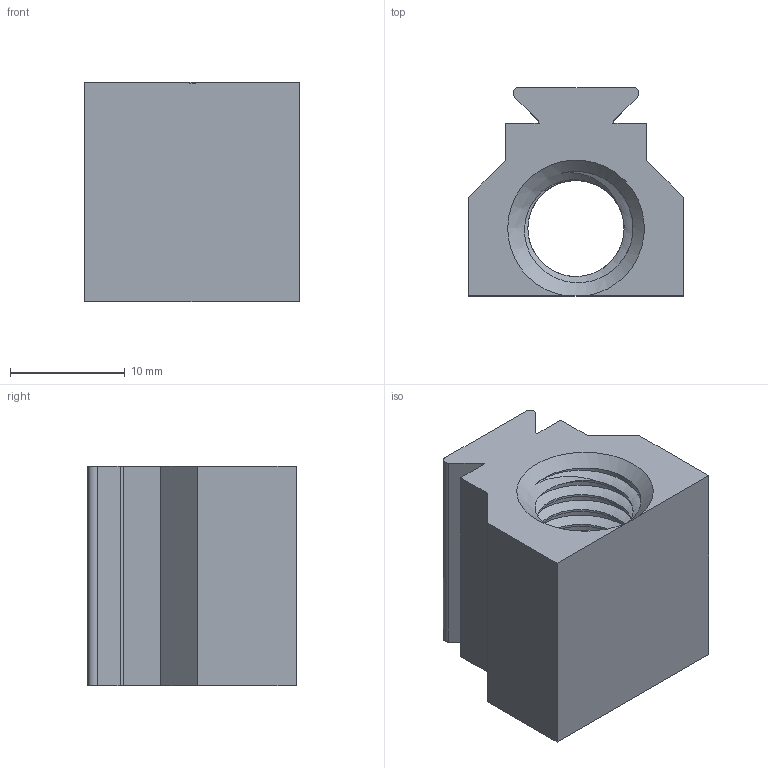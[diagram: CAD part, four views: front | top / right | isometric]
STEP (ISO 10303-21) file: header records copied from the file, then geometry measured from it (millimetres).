
FILE_DESCRIPTION(/* description */ (''),/* implementation_level */ '2;1');
FILE_NAME(/* name */ 'LSM Rail.step',/* time_stamp */ '2021-01-29T17:27:54-06:00',/* author */ (''),/* organization */ (''),/* preprocessor_version */ 'ST-DEVELOPER v18.1',/* originating_system */ 'Autodesk Translation Framework v9.7.1.1290',/* authorisation */ '');
FILE_SCHEMA (('AUTOMOTIVE_DESIGN { 1 0 10303 214 3 1 1 }'));
Length unit declared in the file: millimetre
Products named in the file (1): LSM Rail
Bounding box: 18.65 x 18.12 x 19.05 mm (x, y, z)
Volume: 3763.4 mm3; surface area: 2832.3 mm2
Topology: 1 solids, 1 shells, 44 faces, 166 edges, 124 vertices
Faces by surface type: cylinder 23, plane 15, bspline 4, cone 2
Full cylindrical faces by diameter (mm): 6.35 x3, 8.376 x10
Entity records: 13425 total; most frequent: CARTESIAN_POINT 12115, ORIENTED_EDGE 332, DIRECTION 180, EDGE_CURVE 166, VERTEX_POINT 124, B_SPLINE_CURVE_WITH_KNOTS 87, AXIS2_PLACEMENT_3D 61, LINE 58
